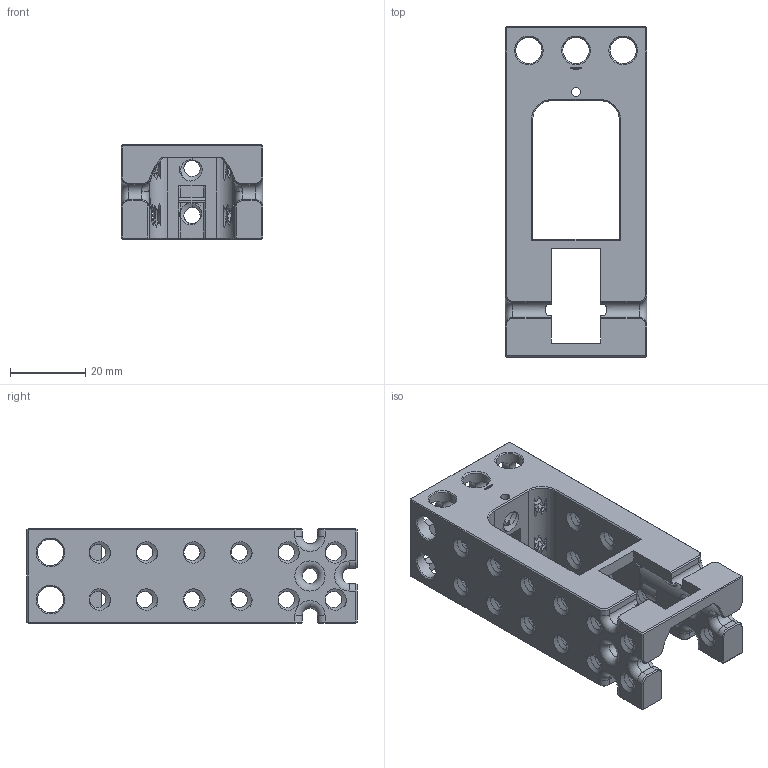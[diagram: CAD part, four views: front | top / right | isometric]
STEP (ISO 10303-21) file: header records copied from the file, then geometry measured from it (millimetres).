
FILE_DESCRIPTION(('FreeCAD Model'),'2;1');
FILE_NAME('Open CASCADE Shape Model','2024-02-18T23:12:11',(''),(''), 'Open CASCADE STEP processor 7.6','FreeCAD','Unknown');
FILE_SCHEMA(('AUTOMOTIVE_DESIGN { 1 0 10303 214 1 1 1 1 }'));
Products named in the file (1): Bracket ELC MTR [for TT Motor SPN-NPH-0006] BU07x03x02 - SPN-BRK-0001 
(stemfie.org)
Bounding box: 37.5 x 87.5 x 25 mm (x, y, z)
Volume: 32282.8 mm3; surface area: 22444.7 mm2
Topology: 1 solids, 1 shells, 1442 faces, 3889 edges, 2457 vertices
Faces by surface type: bspline 694, plane 451, extrusion 164, cylinder 73, cone 44, torus 16
Full cylindrical faces by diameter (mm): 2.4 x2, 4 x2, 7 x29
Entity records: 201384 total; most frequent: CARTESIAN_POINT 133876, DIRECTION 8499, ORIENTED_EDGE 7778, PCURVE 7778, DEFINITIONAL_REPRESENTATION 7778, VECTOR 6660, LINE 6496, B_SPLINE_CURVE_WITH_KNOTS 4925
